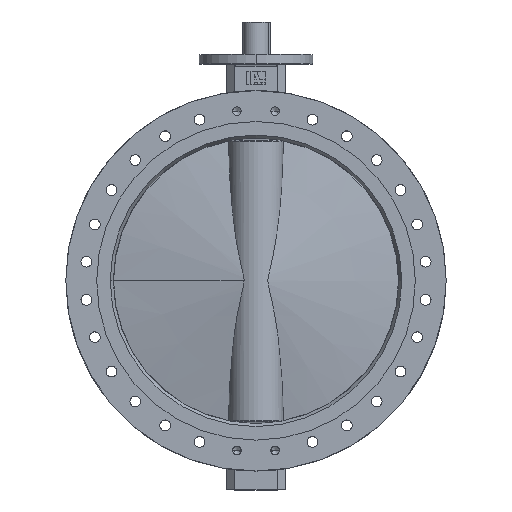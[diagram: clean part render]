
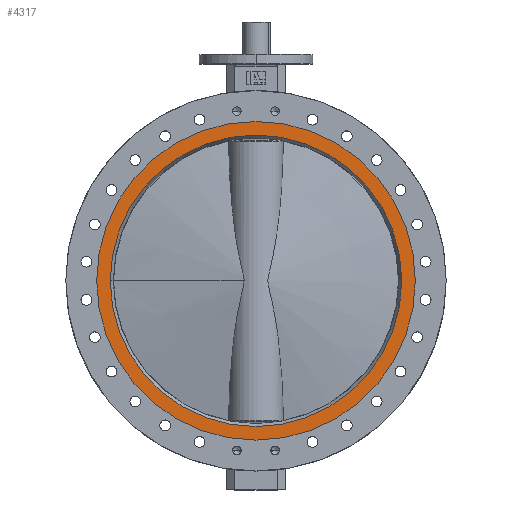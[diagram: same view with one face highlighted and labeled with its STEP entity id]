
A CAD part, top view. The second image highlights one B-rep face of the part: STEP entity #4317.
In plain terms, the highlighted planar face has unit normal (0, 0, 1).
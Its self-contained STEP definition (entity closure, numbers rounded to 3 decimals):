
#99 = EDGE_CURVE ( 'NONE', #4933, #4934, #5722, .T. ) ;
#103 = EDGE_CURVE ( 'NONE', #4935, #4932, #5728, .T. ) ;
#107 = EDGE_CURVE ( 'NONE', #4934, #4933, #5735, .T. ) ;
#108 = EDGE_CURVE ( 'NONE', #4932, #4935, #5740, .T. ) ;
#538 = EDGE_LOOP ( 'NONE', ( #5450, #5451 ) ) ;
#541 = EDGE_LOOP ( 'NONE', ( #5448, #5449 ) ) ;
#1056 = FACE_BOUND ( 'NONE', #541, .T. ) ;
#1062 = FACE_OUTER_BOUND ( 'NONE', #538, .T. ) ;
#3662 = DIRECTION ( 'NONE',  ( 0., 0., 1. ) ) ;
#3663 = CARTESIAN_POINT ( 'NONE',  ( 0., 0., 101.5 ) ) ;
#3664 = PLANE ( 'NONE',  #4491 ) ;
#3666 = DIRECTION ( 'NONE',  ( 1., 0., 0. ) ) ;
#4317 = ADVANCED_FACE ( 'NONE', ( #1056, #1062 ), #3664, .T. ) ;
#4347 = AXIS2_PLACEMENT_3D ( 'NONE', #6662, #6663, #6664 ) ;
#4348 = AXIS2_PLACEMENT_3D ( 'NONE', #6671, #6672, #6673 ) ;
#4350 = AXIS2_PLACEMENT_3D ( 'NONE', #6678, #6679, #6680 ) ;
#4351 = AXIS2_PLACEMENT_3D ( 'NONE', #6681, #6682, #6683 ) ;
#4491 = AXIS2_PLACEMENT_3D ( 'NONE', #3663, #3662, #3666 ) ;
#4932 = VERTEX_POINT ( 'NONE', #7153 ) ;
#4933 = VERTEX_POINT ( 'NONE', #7154 ) ;
#4934 = VERTEX_POINT ( 'NONE', #7155 ) ;
#4935 = VERTEX_POINT ( 'NONE', #7156 ) ;
#5448 = ORIENTED_EDGE ( 'NONE', *, *, #99, .T. ) ;
#5449 = ORIENTED_EDGE ( 'NONE', *, *, #107, .T. ) ;
#5450 = ORIENTED_EDGE ( 'NONE', *, *, #108, .T. ) ;
#5451 = ORIENTED_EDGE ( 'NONE', *, *, #103, .T. ) ;
#5722 = CIRCLE ( 'NONE', #4347, 448.16 ) ;
#5728 = CIRCLE ( 'NONE', #4348, 490. ) ;
#5735 = CIRCLE ( 'NONE', #4350, 448.16 ) ;
#5740 = CIRCLE ( 'NONE', #4351, 490. ) ;
#6662 = CARTESIAN_POINT ( 'NONE',  ( 0., 0., 101.5 ) ) ;
#6663 = DIRECTION ( 'NONE',  ( 0., 0., -1. ) ) ;
#6664 = DIRECTION ( 'NONE',  ( 1., 0., 0. ) ) ;
#6671 = CARTESIAN_POINT ( 'NONE',  ( 0., 0., 101.5 ) ) ;
#6672 = DIRECTION ( 'NONE',  ( 0., 0., 1. ) ) ;
#6673 = DIRECTION ( 'NONE',  ( 1., 0., 0. ) ) ;
#6678 = CARTESIAN_POINT ( 'NONE',  ( 0., 0., 101.5 ) ) ;
#6679 = DIRECTION ( 'NONE',  ( 0., 0., -1. ) ) ;
#6680 = DIRECTION ( 'NONE',  ( 1., 0., 0. ) ) ;
#6681 = CARTESIAN_POINT ( 'NONE',  ( 0., 0., 101.5 ) ) ;
#6682 = DIRECTION ( 'NONE',  ( 0., 0., 1. ) ) ;
#6683 = DIRECTION ( 'NONE',  ( 1., 0., 0. ) ) ;
#7153 = CARTESIAN_POINT ( 'NONE',  ( -490., 0., 101.5 ) ) ;
#7154 = CARTESIAN_POINT ( 'NONE',  ( 448.16, 0., 101.5 ) ) ;
#7155 = CARTESIAN_POINT ( 'NONE',  ( -448.16, 0., 101.5 ) ) ;
#7156 = CARTESIAN_POINT ( 'NONE',  ( 490., 0., 101.5 ) ) ;
